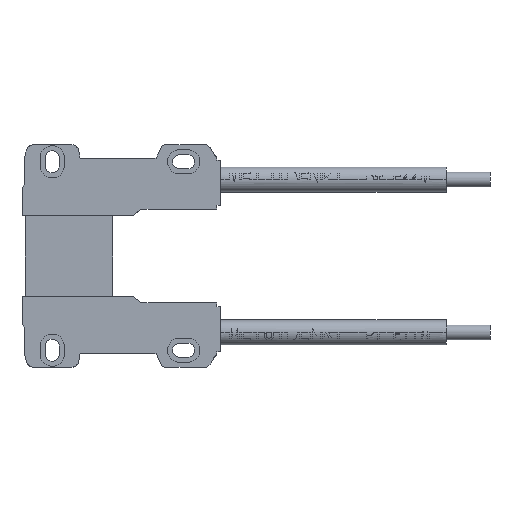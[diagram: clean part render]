
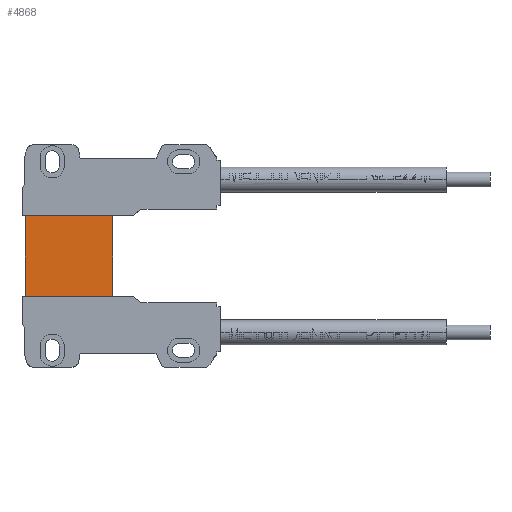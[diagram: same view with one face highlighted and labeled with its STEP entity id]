
A CAD part, top view. The second image highlights one B-rep face of the part: STEP entity #4868.
In plain terms, the highlighted planar face has unit normal (0, 0, 1).
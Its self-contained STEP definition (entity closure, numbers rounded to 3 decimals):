
#51=DIRECTION('',(1.,0.,0.));
#52=VECTOR('',#51,13.);
#53=CARTESIAN_POINT('',(-75.961,10.49,-1.75));
#54=LINE('',#53,#52);
#1375=DIRECTION('',(0.,-1.,0.));
#1376=VECTOR('',#1375,12.02);
#1377=CARTESIAN_POINT('',(-62.961,22.51,-1.75));
#1378=LINE('',#1377,#1376);
#1379=DIRECTION('',(0.,-1.,0.));
#1380=VECTOR('',#1379,12.02);
#1381=CARTESIAN_POINT('',(-75.961,22.51,-1.75));
#1382=LINE('',#1381,#1380);
#1391=DIRECTION('',(1.,0.,0.));
#1392=VECTOR('',#1391,13.);
#1393=CARTESIAN_POINT('',(-75.961,22.51,-1.75));
#1394=LINE('',#1393,#1392);
#3069=CARTESIAN_POINT('',(-62.961,10.49,-1.75));
#3071=VERTEX_POINT('',#3069);
#3073=CARTESIAN_POINT('',(-75.961,10.49,-1.75));
#3074=VERTEX_POINT('',#3073);
#3077=CARTESIAN_POINT('',(-62.961,22.51,-1.75));
#3079=VERTEX_POINT('',#3077);
#3081=CARTESIAN_POINT('',(-75.961,22.51,-1.75));
#3082=VERTEX_POINT('',#3081);
#4855=CARTESIAN_POINT('',(-75.961,10.49,-1.75));
#4856=DIRECTION('',(0.,0.,1.));
#4857=DIRECTION('',(1.,0.,0.));
#4858=AXIS2_PLACEMENT_3D('',#4855,#4856,#4857);
#4859=PLANE('',#4858);
#4860=ORIENTED_EDGE('',*,*,#3527,.F.);
#4862=ORIENTED_EDGE('',*,*,#4861,.F.);
#4864=ORIENTED_EDGE('',*,*,#4863,.T.);
#4865=ORIENTED_EDGE('',*,*,#4846,.T.);
#4866=EDGE_LOOP('',(#4860,#4862,#4864,#4865));
#4867=FACE_OUTER_BOUND('',#4866,.F.);
#4868=ADVANCED_FACE('',(#4867),#4859,.T.);
#3527=EDGE_CURVE('',#3074,#3071,#54,.T.);
#4846=EDGE_CURVE('',#3079,#3071,#1378,.T.);
#4861=EDGE_CURVE('',#3082,#3074,#1382,.T.);
#4863=EDGE_CURVE('',#3082,#3079,#1394,.T.);
